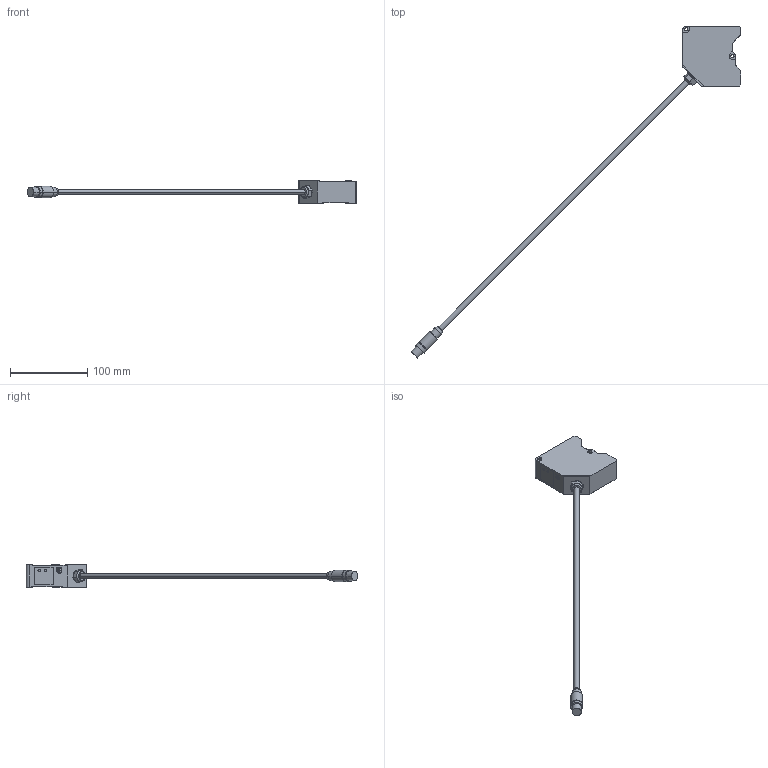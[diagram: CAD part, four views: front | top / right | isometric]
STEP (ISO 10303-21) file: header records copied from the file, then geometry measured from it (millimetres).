
FILE_DESCRIPTION(('Creo Elements/Direct Modeling STEP Export'),'2;1');
FILE_NAME('15mm.stp','2018-01-25T11:22:01',(''),(''),'PTC Creo Elements/Direct Modeling STEP processor for AP214 (Solid Model)','PTC Creo Elements/Direct Modeling 19.0 09-May-2014 (C) Parametric Technology GmbH','');
FILE_SCHEMA(('AUTOMOTIVE_DESIGN { 1 0 10303 214 1 1 1 1 }'));
Length unit declared in the file: millimetre
Products named in the file (1): 15mm
Bounding box: 427.16 x 430.16 x 29 mm (x, y, z)
Volume: 172873.8 mm3; surface area: 32589.8 mm2
Topology: 1 solids, 1 shells, 169 faces, 446 edges, 292 vertices
Faces by surface type: plane 97, cylinder 66, cone 4, sphere 2
Entity records: 6271 total; most frequent: ORIENTED_EDGE 892, CARTESIAN_POINT 833, DIRECTION 808, EDGE_CURVE 446, VERTEX_POINT 292, VECTOR 274, LINE 274, AXIS2_PLACEMENT_3D 267
